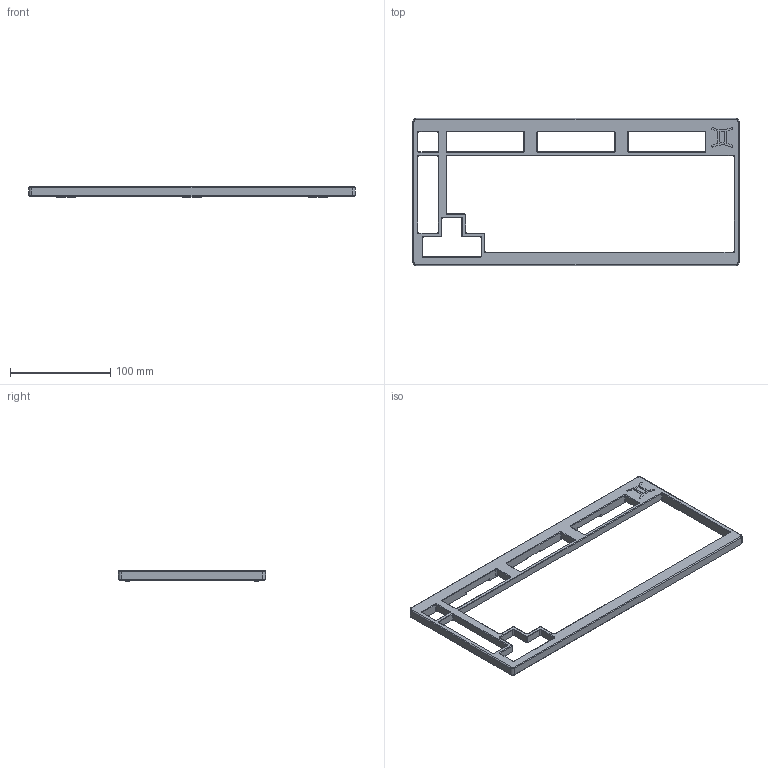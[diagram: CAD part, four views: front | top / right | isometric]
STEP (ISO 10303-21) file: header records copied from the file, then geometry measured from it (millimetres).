
FILE_DESCRIPTION(/* description */ (''),/* implementation_level */ '2;1');
FILE_NAME(/* name */ 'G75_Top_Case_V5.step',/* time_stamp */ '2022-09-08T09:30:41+02:00',/* author */ (''),/* organization */ (''),/* preprocessor_version */ 'ST-DEVELOPER v19',/* originating_system */ 'Autodesk Translation Framework v11.7.0.108',/* authorisation */ '');
FILE_SCHEMA (('AUTOMOTIVE_DESIGN { 1 0 10303 214 3 1 1 }'));
Length unit declared in the file: millimetre
Products named in the file (1): Top Case (1)
Bounding box: 325.27 x 146.69 x 10.5 mm (x, y, z)
Volume: 115290.2 mm3; surface area: 49674.7 mm2
Topology: 1 solids, 1 shells, 271 faces, 686 edges, 428 vertices
Faces by surface type: plane 128, cylinder 91, cone 40, bspline 8, torus 4
Full cylindrical faces by diameter (mm): 1.6 x12
Entity records: 8422 total; most frequent: CARTESIAN_POINT 1718, DIRECTION 1424, ORIENTED_EDGE 1372, EDGE_CURVE 686, AXIS2_PLACEMENT_3D 490, LINE 444, VECTOR 444, VERTEX_POINT 428
